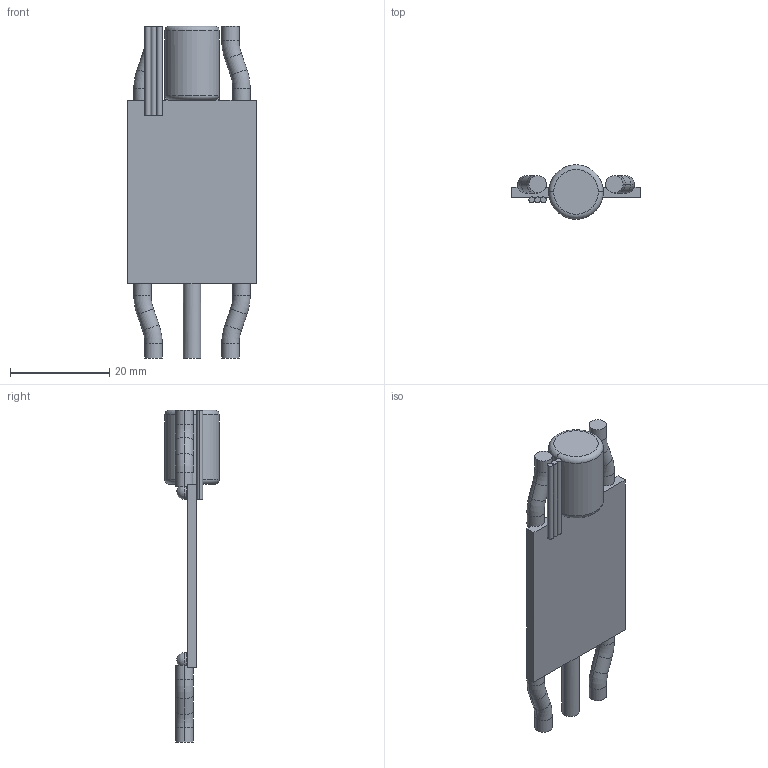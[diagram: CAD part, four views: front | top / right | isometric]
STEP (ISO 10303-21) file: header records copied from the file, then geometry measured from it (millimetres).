
FILE_DESCRIPTION (( 'STEP AP203' ), '1' );
FILE_NAME ('BESC30-R1.STEP', '2015-03-02T17:39:49', ( 'rjehangir' ), ( '' ), 'SwSTEP 2.0', 'SolidWorks 2012', '' );
FILE_SCHEMA (( 'CONFIG_CONTROL_DESIGN' ));
Length unit declared in the file: millimetre
Products named in the file (1): BESC30-R1
Bounding box: 26 x 11 x 67 mm (x, y, z)
Volume: 4196.8 mm3; surface area: 3960.3 mm2
Topology: 4 solids, 4 shells, 97 faces, 253 edges, 159 vertices
Faces by surface type: cylinder 41, plane 26, torus 20, sphere 10
Entity records: 2998 total; most frequent: DIRECTION 573, CARTESIAN_POINT 517, ORIENTED_EDGE 476, AXIS2_PLACEMENT_3D 241, EDGE_CURVE 238, VERTEX_POINT 149, CIRCLE 143, EDGE_LOOP 97
